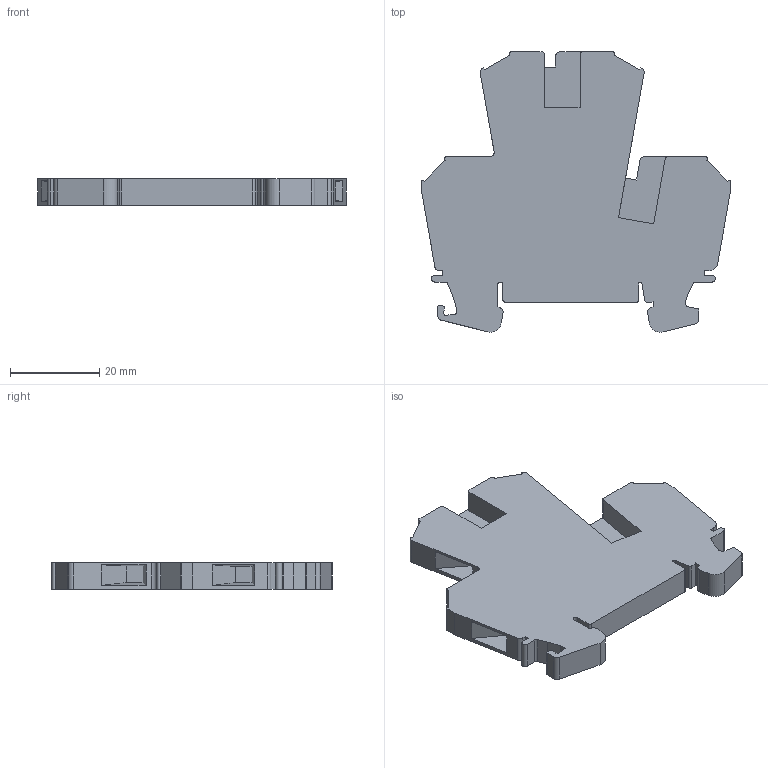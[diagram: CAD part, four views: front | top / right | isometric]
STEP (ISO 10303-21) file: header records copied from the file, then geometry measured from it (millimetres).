
FILE_DESCRIPTION( ( 'STEP AP214' ), '1' );
FILE_NAME( 'CDK4.stp', '2012-05-10T14:44:25', ( ' ' ), ( ' ' ), 'XStep 1.0', ' ', ' ' );
FILE_SCHEMA( ( 'CONFIG_CONTROL_DESIGN) ( )' ) );
Length unit declared in the file: metre
Products named in the file (1): PRT0001
Bounding box: 69 x 62.71 x 6 mm (x, y, z)
Volume: 15827.9 mm3; surface area: 8494.1 mm2
Topology: 1 solids, 1 shells, 149 faces, 401 edges, 262 vertices
Faces by surface type: plane 99, cylinder 42, bspline 8
Full cylindrical faces by diameter (mm): 3.5 x4
Entity records: 6100 total; most frequent: CARTESIAN_POINT 1184, ORIENTED_EDGE 794, DIRECTION 730, EDGE_CURVE 397, LINE 278, VECTOR 278, VERTEX_POINT 262, AXIS2_PLACEMENT_3D 226
